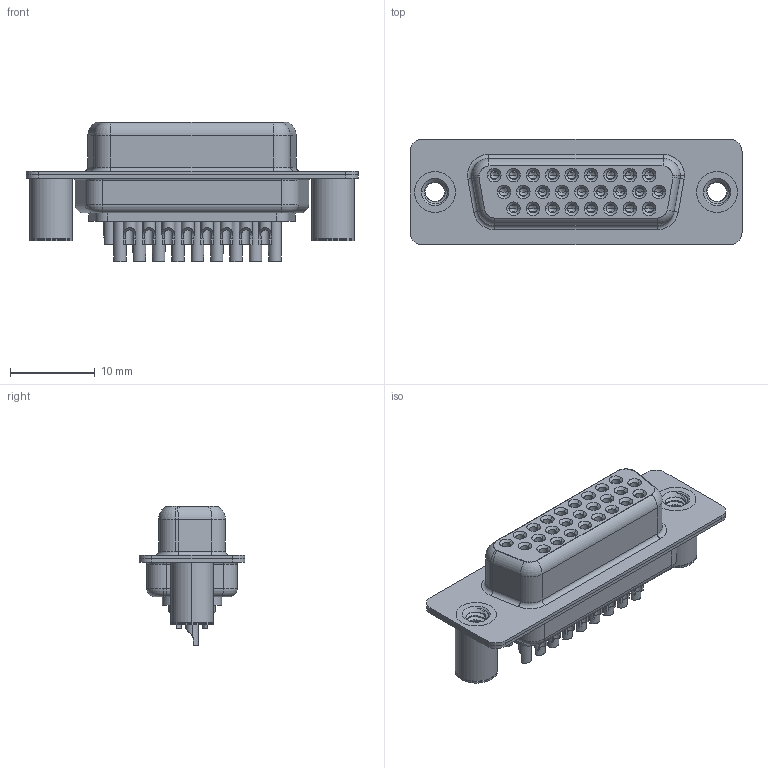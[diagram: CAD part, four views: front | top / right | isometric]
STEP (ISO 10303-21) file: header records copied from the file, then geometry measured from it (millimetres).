
FILE_DESCRIPTION (( 'STEP AP203' ), '1' );
FILE_NAME ('638-M26-332-BT3.STEP', '2022-07-05T19:38:42', ( '' ), ( '' ), 'SwSTEP 2.0', 'SolidWorks 2020', '' );
FILE_SCHEMA (( 'CONFIG_CONTROL_DESIGN' ));
Length unit declared in the file: millimetre
Products named in the file (8): 638M Shell Rear_26 Contacts; 638M Shell Front_26 Contacts; 638-M26-332-BT3; 638M Contact Row 2_32; 638M Contact Row 1_32; 638M Housing_26 Contacts; 638M Contact Row 3_32; 638M 4-40 Threaded Board Spacer
Assembly tree (31 placements, depth 2):
  638-M26-332-BT3
    638M Housing_26 Contacts
    638M Shell Front_26 Contacts
    638M Shell Rear_26 Contacts
    638M Contact Row 1_32  x9
    638M Contact Row 2_32  x9
    638M Contact Row 3_32  x8
    638M 4-40 Threaded Board Spacer  x2
Bounding box: 39.2 x 12.5 x 16.45 mm (x, y, z)
Volume: 2514.9 mm3; surface area: 8304 mm2
Topology: 31 solids, 31 shells, 1743 faces, 4305 edges, 2661 vertices
Faces by surface type: cylinder 707, plane 509, torus 269, cone 252, bspline 6
Entity records: 24299 total; most frequent: CARTESIAN_POINT 5547, DIRECTION 3951, ORIENTED_EDGE 3372, EDGE_CURVE 1686, AXIS2_PLACEMENT_3D 1654, VERTEX_POINT 1066, CIRCLE 896, EDGE_LOOP 886
